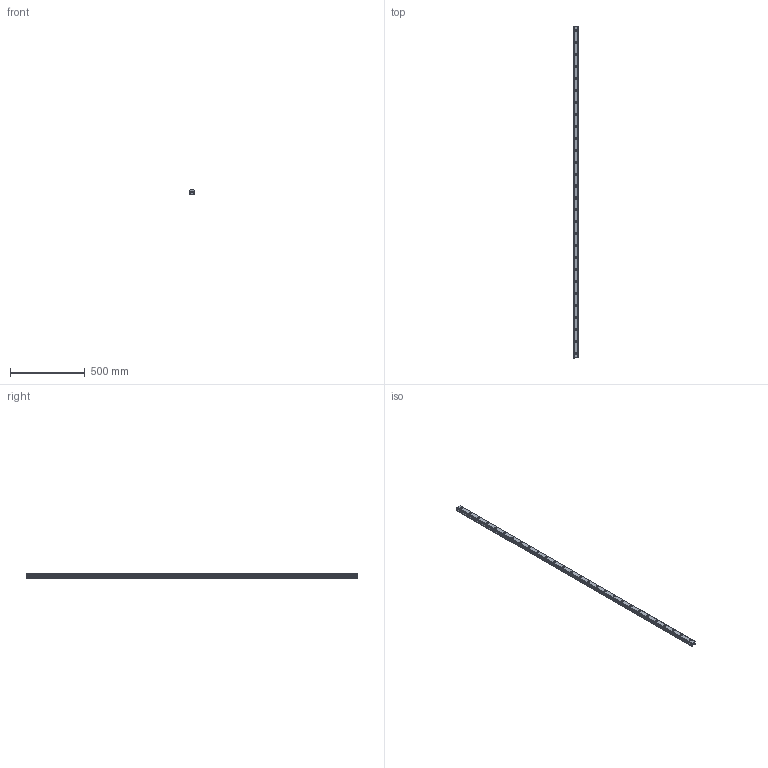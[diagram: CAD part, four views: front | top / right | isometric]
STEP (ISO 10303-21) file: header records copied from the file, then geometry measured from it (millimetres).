
FILE_DESCRIPTION(('STEP AP214'),'1');
FILE_NAME('cctmp_2E9B3AC6-92C4-4791-A555-B8BA84F1D1C9_2021_02_12_15_44_28_0131..stp','2021-02-12T14:44:28',('HIWIN GmbH'),('CADClick - www.CADClick.com'),'Spatial InterOp 3D',' ','unknown authorization');
FILE_SCHEMA(('AUTOMOTIVE_DESIGN'));
Length unit declared in the file: millimetre
Products named in the file (1): EGR35R2220C_FILE
Bounding box: 34 x 2220 x 27.5 mm (x, y, z)
Volume: 1747407.5 mm3; surface area: 311804.9 mm2
Topology: 1 solids, 1 shells, 359 faces, 807 edges, 538 vertices
Faces by surface type: cylinder 186, plane 173
Entity records: 13049 total; most frequent: DIRECTION 1899, CARTESIAN_POINT 1705, ORIENTED_EDGE 1614, EDGE_CURVE 807, AXIS2_PLACEMENT_3D 732, VERTEX_POINT 538, EDGE_LOOP 447, LINE 435
